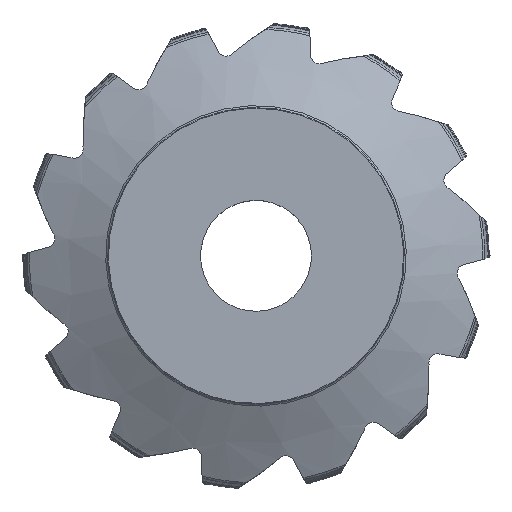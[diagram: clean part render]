
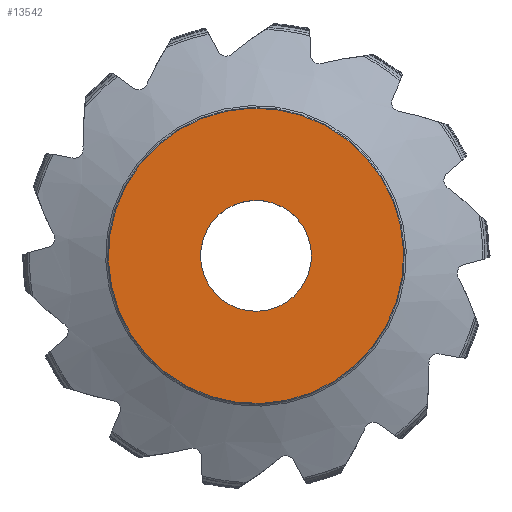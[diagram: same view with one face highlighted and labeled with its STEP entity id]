
A CAD part, top view. The second image highlights one B-rep face of the part: STEP entity #13542.
In plain terms, the highlighted planar face has unit normal (0, 0, 1).
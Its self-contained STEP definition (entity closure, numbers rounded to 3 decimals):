
#4438=FACE_BOUND('',#26753,.T.);
#4439=FACE_BOUND('',#26754,.T.);
#13542=ADVANCED_FACE('CU_BACK_F001',(#4438,#4439),#14759,.T.);
#14759=PLANE('',#107939);
#26753=EDGE_LOOP('',(#64294));
#26754=EDGE_LOOP('',(#64295));
#31167=CIRCLE('',#98411,31.758);
#35307=CIRCLE('',#107933,84.6);
#64294=ORIENTED_EDGE('',*,*,#88081,.T.);
#64295=ORIENTED_EDGE('',*,*,#75615,.F.);
#66169=VERTEX_POINT('',#145781);
#73463=VERTEX_POINT('',#221794);
#75615=EDGE_CURVE('',#66169,#66169,#31167,.T.);
#88081=EDGE_CURVE('',#73463,#73463,#35307,.T.);
#98411=AXIS2_PLACEMENT_3D('',#145780,#110966,#110967);
#107933=AXIS2_PLACEMENT_3D('',#221793,#134006,#134007);
#107939=AXIS2_PLACEMENT_3D('',#221800,#134018,#134019);
#110966=DIRECTION('',(0.,0.,1.));
#110967=DIRECTION('',(0.978,0.208,0.));
#134006=DIRECTION('',(0.,0.,1.));
#134007=DIRECTION('',(0.978,0.208,0.));
#134018=DIRECTION('',(0.,0.,1.));
#134019=DIRECTION('',(0.978,0.208,0.));
#145780=CARTESIAN_POINT('',(0.,0.,
0.));
#145781=CARTESIAN_POINT('',(31.064,6.603,0.));
#221793=CARTESIAN_POINT('',(0.,0.,
0.));
#221794=CARTESIAN_POINT('',(82.751,17.589,0.));
#221800=CARTESIAN_POINT('',(-34.758,0.,0.));
